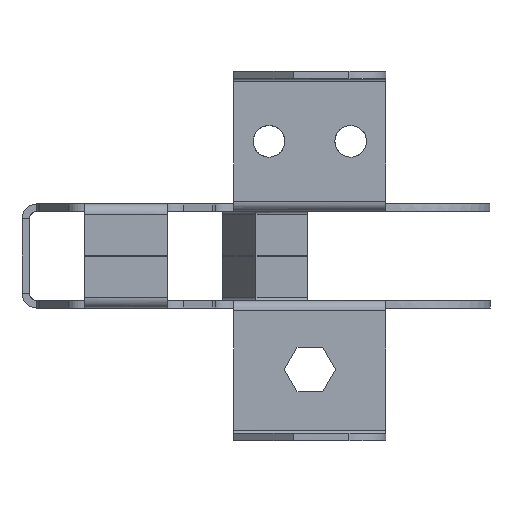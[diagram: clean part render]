
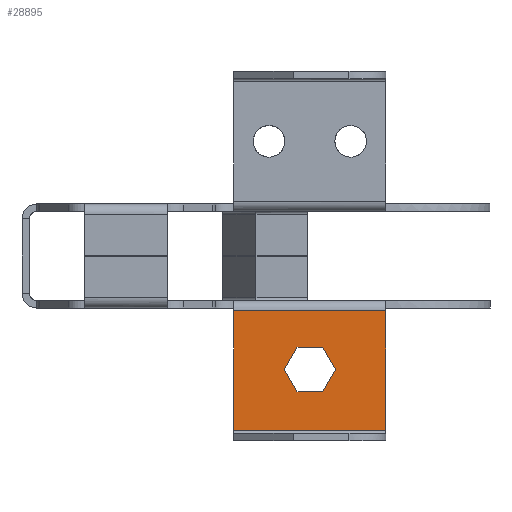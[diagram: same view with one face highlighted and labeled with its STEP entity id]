
A CAD part, front view. The second image highlights one B-rep face of the part: STEP entity #28895.
In plain terms, the highlighted free-form (B-spline) face has degree [1, 1] with [2, 2] control points.
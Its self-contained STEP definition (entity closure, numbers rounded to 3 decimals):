
#28895 = ADVANCED_FACE('',(#28896,#28926),#28970,.T.);
#28896 = FACE_BOUND('',#28897,.T.);
#28897 = EDGE_LOOP('',(#28898,#28907,#28914,#28921));
#28898 = ORIENTED_EDGE('',*,*,#28899,.T.);
#28899 = EDGE_CURVE('',#28900,#28902,#28904,.T.);
#28900 = VERTEX_POINT('',#28901);
#28901 = CARTESIAN_POINT('',(0.,-29.846,-19.344));
#28902 = VERTEX_POINT('',#28903);
#28903 = CARTESIAN_POINT('',(0.,-29.846,-61.696));
#28904 = B_SPLINE_CURVE_WITH_KNOTS('',1,(#28905,#28906),.UNSPECIFIED.,
  .F.,.F.,(2,2),(0.,32.263),.PIECEWISE_BEZIER_KNOTS.);
#28905 = CARTESIAN_POINT('',(0.,-29.846,-19.344));
#28906 = CARTESIAN_POINT('',(0.,-29.846,-61.696));
#28907 = ORIENTED_EDGE('',*,*,#28908,.T.);
#28908 = EDGE_CURVE('',#28902,#28909,#28911,.T.);
#28909 = VERTEX_POINT('',#28910);
#28910 = CARTESIAN_POINT('',(-53.82,-29.846,
    -61.696));
#28911 = B_SPLINE_CURVE_WITH_KNOTS('',1,(#28912,#28913),.UNSPECIFIED.,
  .F.,.F.,(2,2),(0.,41.),.PIECEWISE_BEZIER_KNOTS.);
#28912 = CARTESIAN_POINT('',(0.,-29.846,-61.696));
#28913 = CARTESIAN_POINT('',(-53.82,-29.846,
    -61.696));
#28914 = ORIENTED_EDGE('',*,*,#28915,.T.);
#28915 = EDGE_CURVE('',#28909,#28916,#28918,.T.);
#28916 = VERTEX_POINT('',#28917);
#28917 = CARTESIAN_POINT('',(-53.82,-29.846,
    -19.344));
#28918 = B_SPLINE_CURVE_WITH_KNOTS('',1,(#28919,#28920),.UNSPECIFIED.,
  .F.,.F.,(2,2),(0.,32.263),.PIECEWISE_BEZIER_KNOTS.);
#28919 = CARTESIAN_POINT('',(-53.82,-29.846,
    -61.696));
#28920 = CARTESIAN_POINT('',(-53.82,-29.846,
    -19.344));
#28921 = ORIENTED_EDGE('',*,*,#28922,.T.);
#28922 = EDGE_CURVE('',#28916,#28900,#28923,.T.);
#28923 = B_SPLINE_CURVE_WITH_KNOTS('',1,(#28924,#28925),.UNSPECIFIED.,
  .F.,.F.,(2,2),(0.,41.),.PIECEWISE_BEZIER_KNOTS.);
#28924 = CARTESIAN_POINT('',(-53.82,-29.846,
    -19.344));
#28925 = CARTESIAN_POINT('',(0.,-29.846,-19.344));
#28926 = FACE_BOUND('',#28927,.T.);
#28927 = EDGE_LOOP('',(#28928,#28937,#28944,#28951,#28958,#28965));
#28928 = ORIENTED_EDGE('',*,*,#28929,.T.);
#28929 = EDGE_CURVE('',#28930,#28932,#28934,.T.);
#28930 = VERTEX_POINT('',#28931);
#28931 = CARTESIAN_POINT('',(-22.363,-29.846,
    -32.16));
#28932 = VERTEX_POINT('',#28933);
#28933 = CARTESIAN_POINT('',(-31.457,-29.846,
    -32.16));
#28934 = B_SPLINE_CURVE_WITH_KNOTS('',1,(#28935,#28936),.UNSPECIFIED.,
  .F.,.F.,(2,2),(0.,6.928),.PIECEWISE_BEZIER_KNOTS.);
#28935 = CARTESIAN_POINT('',(-22.363,-29.846,
    -32.16));
#28936 = CARTESIAN_POINT('',(-31.457,-29.846,
    -32.16));
#28937 = ORIENTED_EDGE('',*,*,#28938,.T.);
#28938 = EDGE_CURVE('',#28932,#28939,#28941,.T.);
#28939 = VERTEX_POINT('',#28940);
#28940 = CARTESIAN_POINT('',(-36.004,-29.846,
    -40.036));
#28941 = B_SPLINE_CURVE_WITH_KNOTS('',1,(#28942,#28943),.UNSPECIFIED.,
  .F.,.F.,(2,2),(0.,6.928),.PIECEWISE_BEZIER_KNOTS.);
#28942 = CARTESIAN_POINT('',(-31.457,-29.846,
    -32.16));
#28943 = CARTESIAN_POINT('',(-36.004,-29.846,
    -40.036));
#28944 = ORIENTED_EDGE('',*,*,#28945,.T.);
#28945 = EDGE_CURVE('',#28939,#28946,#28948,.T.);
#28946 = VERTEX_POINT('',#28947);
#28947 = CARTESIAN_POINT('',(-31.457,-29.846,
    -47.912));
#28948 = B_SPLINE_CURVE_WITH_KNOTS('',1,(#28949,#28950),.UNSPECIFIED.,
  .F.,.F.,(2,2),(0.,6.928),.PIECEWISE_BEZIER_KNOTS.);
#28949 = CARTESIAN_POINT('',(-36.004,-29.846,
    -40.036));
#28950 = CARTESIAN_POINT('',(-31.457,-29.846,
    -47.912));
#28951 = ORIENTED_EDGE('',*,*,#28952,.T.);
#28952 = EDGE_CURVE('',#28946,#28953,#28955,.T.);
#28953 = VERTEX_POINT('',#28954);
#28954 = CARTESIAN_POINT('',(-22.363,-29.846,
    -47.912));
#28955 = B_SPLINE_CURVE_WITH_KNOTS('',1,(#28956,#28957),.UNSPECIFIED.,
  .F.,.F.,(2,2),(0.,6.928),.PIECEWISE_BEZIER_KNOTS.);
#28956 = CARTESIAN_POINT('',(-31.457,-29.846,
    -47.912));
#28957 = CARTESIAN_POINT('',(-22.363,-29.846,
    -47.912));
#28958 = ORIENTED_EDGE('',*,*,#28959,.T.);
#28959 = EDGE_CURVE('',#28953,#28960,#28962,.T.);
#28960 = VERTEX_POINT('',#28961);
#28961 = CARTESIAN_POINT('',(-17.815,-29.846,
    -40.036));
#28962 = B_SPLINE_CURVE_WITH_KNOTS('',1,(#28963,#28964),.UNSPECIFIED.,
  .F.,.F.,(2,2),(0.,6.928),.PIECEWISE_BEZIER_KNOTS.);
#28963 = CARTESIAN_POINT('',(-22.363,-29.846,
    -47.912));
#28964 = CARTESIAN_POINT('',(-17.815,-29.846,
    -40.036));
#28965 = ORIENTED_EDGE('',*,*,#28966,.T.);
#28966 = EDGE_CURVE('',#28960,#28930,#28967,.T.);
#28967 = B_SPLINE_CURVE_WITH_KNOTS('',1,(#28968,#28969),.UNSPECIFIED.,
  .F.,.F.,(2,2),(0.,6.928),.PIECEWISE_BEZIER_KNOTS.);
#28968 = CARTESIAN_POINT('',(-17.815,-29.846,
    -40.036));
#28969 = CARTESIAN_POINT('',(-22.363,-29.846,
    -32.16));
#28970 = B_SPLINE_SURFACE_WITH_KNOTS('',1,1,(
    (#28971,#28972)
    ,(#28973,#28974
    )),.UNSPECIFIED.,.F.,.F.,.F.,(2,2),(2,2),(0.,1.),(0.,1.),
  .PIECEWISE_BEZIER_KNOTS.);
#28971 = CARTESIAN_POINT('',(-53.82,-29.846,
    -61.696));
#28972 = CARTESIAN_POINT('',(0.,-29.846,-61.696));
#28973 = CARTESIAN_POINT('',(-53.82,-29.846,
    -19.344));
#28974 = CARTESIAN_POINT('',(0.,-29.846,-19.344));
